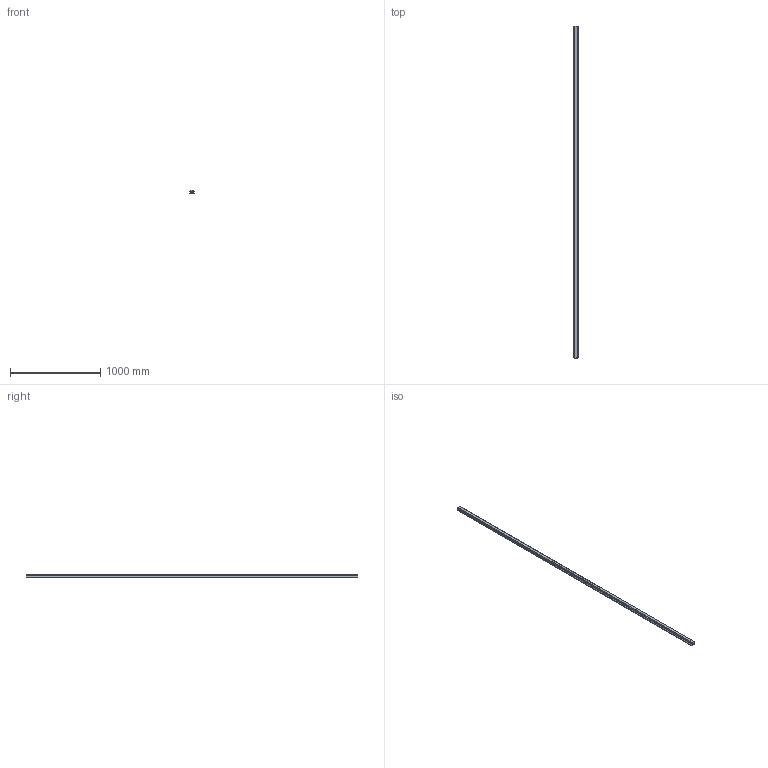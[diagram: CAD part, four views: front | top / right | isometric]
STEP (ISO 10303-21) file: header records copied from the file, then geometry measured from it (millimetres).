
FILE_DESCRIPTION(('STEP AP214'),'1');
FILE_NAME('cctmp_FA441811-ADBF-4817-92BE-50FADD288D46_2021_02_01_12_33_19_0622..stp','2021-02-01T11:33:19',('HIWIN GmbH'),('CADClick - www.CADClick.com'),'Spatial InterOp 3D',' ','unknown authorization');
FILE_SCHEMA(('AUTOMOTIVE_DESIGN'));
Length unit declared in the file: millimetre
Products named in the file (1): HGR45T3675C_FILE
Bounding box: 45 x 3675 x 38 mm (x, y, z)
Volume: 5146654.1 mm3; surface area: 664940.1 mm2
Topology: 1 solids, 1 shells, 237 faces, 623 edges, 357 vertices
Faces by surface type: plane 93, cylinder 74, cone 70
Entity records: 8635 total; most frequent: DIRECTION 1177, CARTESIAN_POINT 1148, ORIENTED_EDGE 1106, EDGE_CURVE 553, LINE 405, VECTOR 405, AXIS2_PLACEMENT_3D 386, VERTEX_POINT 357
